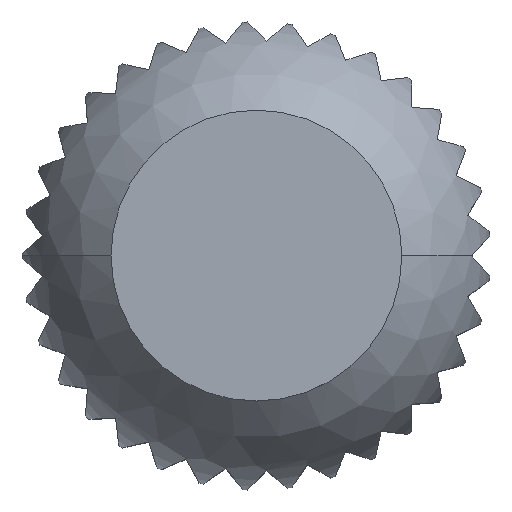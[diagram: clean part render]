
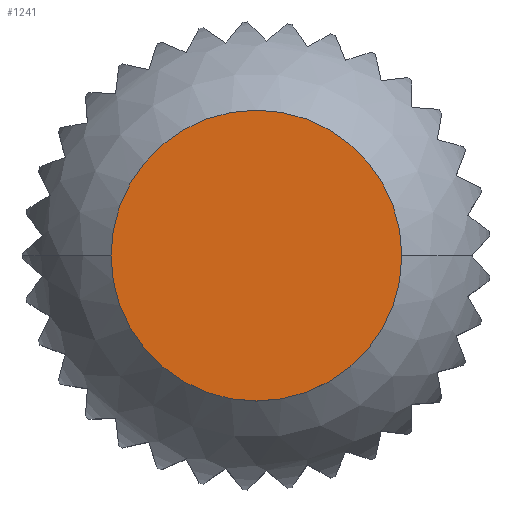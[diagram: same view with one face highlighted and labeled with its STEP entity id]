
A CAD part, top view. The second image highlights one B-rep face of the part: STEP entity #1241.
In plain terms, the highlighted planar face has unit normal (0, 0, 1).
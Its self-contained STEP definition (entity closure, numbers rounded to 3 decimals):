
#667=EDGE_CURVE('',#831,#715,#1630,.T.);
#715=VERTEX_POINT('',#1681);
#719=EDGE_CURVE('',#715,#831,#1685,.T.);
#831=VERTEX_POINT('',#1807);
#1241=ADVANCED_FACE('',(#2282),#2283,.T.);
#1630=CIRCLE('',#2767,15.5);
#1681=CARTESIAN_POINT('',(-15.5,0.,121.0));
#1685=CIRCLE('',#2837,15.5);
#1807=CARTESIAN_POINT('',(15.5,0.,121.0));
#2282=FACE_OUTER_BOUND('',#3774,.T.);
#2283=PLANE('',#3775);
#2767=AXIS2_PLACEMENT_3D('',#4274,#4275,#4276);
#2837=AXIS2_PLACEMENT_3D('',#4328,#4329,#4330);
#3774=EDGE_LOOP('',(#5026,#5027));
#3775=AXIS2_PLACEMENT_3D('',#5028,#5029,#5030);
#4274=CARTESIAN_POINT('',(0.,0.,121.0));
#4275=DIRECTION('',(0.0,0.0,1.0));
#4276=DIRECTION('',(1.0,0.,0.0));
#4328=CARTESIAN_POINT('',(0.,0.,121.0));
#4329=DIRECTION('',(0.0,0.0,1.0));
#4330=DIRECTION('',(1.0,0.,0.0));
#5026=ORIENTED_EDGE('',*,*,#667,.T.);
#5027=ORIENTED_EDGE('',*,*,#719,.T.);
#5028=CARTESIAN_POINT('',(7.75,0.,121.0));
#5029=DIRECTION('',(0.0,0.0,1.0));
#5030=DIRECTION('',(-1.0,0.,0.0));
